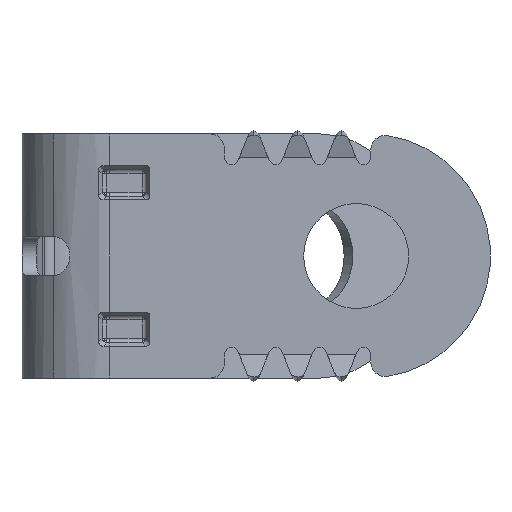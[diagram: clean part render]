
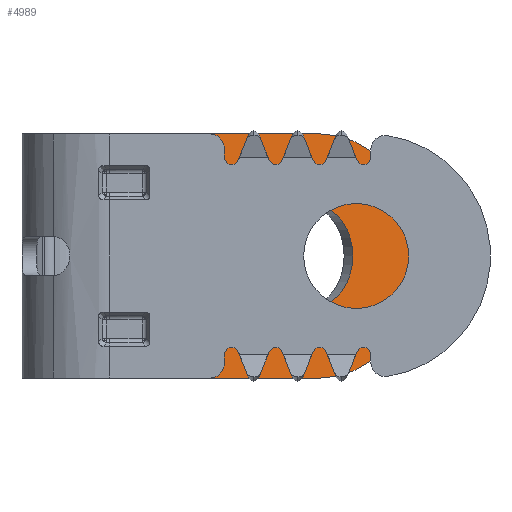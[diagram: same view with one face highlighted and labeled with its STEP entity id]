
A CAD part, front view. The second image highlights one B-rep face of the part: STEP entity #4989.
In plain terms, the highlighted planar face has unit normal (0.595, -0.804, 0).
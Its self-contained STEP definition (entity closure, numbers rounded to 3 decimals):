
#227=CIRCLE('',#5350,2.15);
#228=CIRCLE('',#5352,5.);
#2051=ORIENTED_EDGE('',*,*,#2808,.F.);
#2052=ORIENTED_EDGE('',*,*,#2816,.F.);
#2053=ORIENTED_EDGE('',*,*,#2787,.F.);
#2054=ORIENTED_EDGE('',*,*,#2815,.T.);
#2055=ORIENTED_EDGE('',*,*,#2806,.T.);
#2787=EDGE_CURVE('',#3275,#3276,#3635,.T.);
#2806=EDGE_CURVE('',#3286,#3286,#227,.T.);
#2808=EDGE_CURVE('',#3288,#3289,#228,.T.);
#2815=EDGE_CURVE('',#3275,#3289,#3650,.T.);
#2816=EDGE_CURVE('',#3276,#3288,#3651,.T.);
#3275=VERTEX_POINT('',#11918);
#3276=VERTEX_POINT('',#11920);
#3286=VERTEX_POINT('',#11957);
#3288=VERTEX_POINT('',#11961);
#3289=VERTEX_POINT('',#11963);
#3635=LINE('',#11919,#3996);
#3650=LINE('',#11974,#4011);
#3651=LINE('',#11976,#4012);
#3996=VECTOR('',#6361,1000.);
#4011=VECTOR('',#6426,1000.);
#4012=VECTOR('',#6429,1000.);
#4303=EDGE_LOOP('',(#2051,#2052,#2053,#2054));
#4304=EDGE_LOOP('',(#2055));
#4596=FACE_BOUND('',#4303,.T.);
#4597=FACE_BOUND('',#4304,.T.);
#4708=PLANE('',#5357);
#4989=ADVANCED_FACE('',(#4596,#4597),#4708,.F.);
#5350=AXIS2_PLACEMENT_3D('',#11956,#6406,#6407);
#5352=AXIS2_PLACEMENT_3D('',#11962,#6411,#6412);
#5357=AXIS2_PLACEMENT_3D('',#11975,#6427,#6428);
#6361=DIRECTION('',(0.,0.,1.));
#6406=DIRECTION('',(-0.595,0.804,0.));
#6407=DIRECTION('',(0.,0.,1.));
#6411=DIRECTION('',(-0.595,0.804,0.));
#6412=DIRECTION('',(0.804,0.595,0.));
#6426=DIRECTION('',(0.804,0.595,0.));
#6427=DIRECTION('',(-0.595,0.804,0.));
#6428=DIRECTION('',(0.804,0.595,0.));
#6429=DIRECTION('',(0.804,0.595,0.));
#11918=CARTESIAN_POINT('',(29.836,29.785,-5.));
#11919=CARTESIAN_POINT('',(29.836,29.785,0.));
#11920=CARTESIAN_POINT('',(29.836,29.785,5.));
#11956=CARTESIAN_POINT('',(34.176,32.997,0.));
#11957=CARTESIAN_POINT('',(34.176,32.997,2.15));
#11961=CARTESIAN_POINT('',(34.578,33.295,5.));
#11962=CARTESIAN_POINT('',(34.578,33.295,0.));
#11963=CARTESIAN_POINT('',(34.578,33.295,-5.));
#11974=CARTESIAN_POINT('',(29.426,29.482,-5.));
#11975=CARTESIAN_POINT('',(37.954,35.793,0.));
#11976=CARTESIAN_POINT('',(29.426,29.482,5.));
